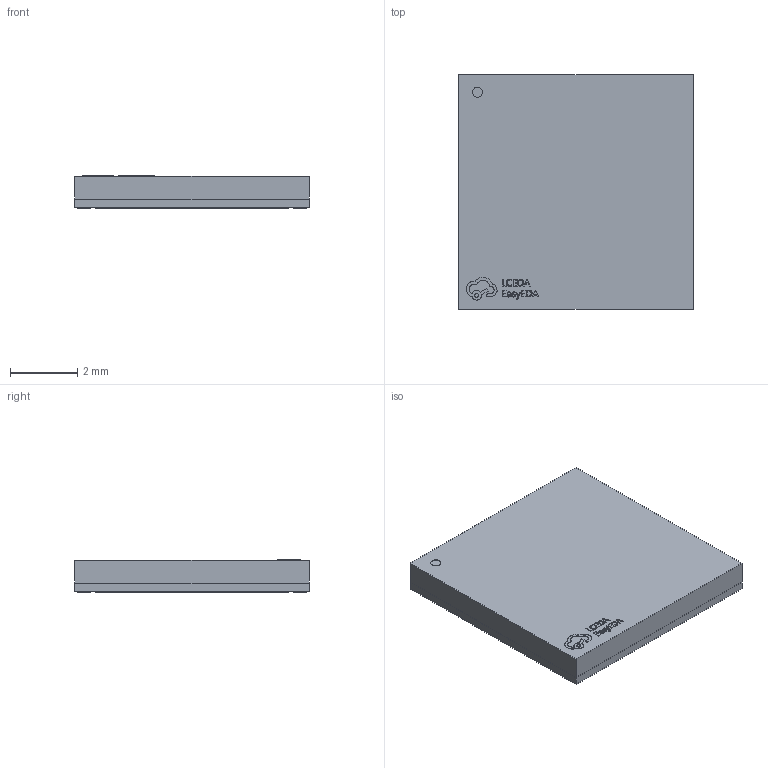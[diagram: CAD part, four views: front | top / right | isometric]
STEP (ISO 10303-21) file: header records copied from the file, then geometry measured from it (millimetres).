
FILE_DESCRIPTION (( 'STEP AP214' ), '1' );
FILE_NAME ('LGA-48_L7.0-W7.0-P0.50-BL-EP5.4.STEP', '2022-10-20T08:31:35', ( 'PC' ), ( 'Microsoft' ), 'SwSTEP 2.0', 'SolidWorks 2020', '' );
FILE_SCHEMA (( 'AUTOMOTIVE_DESIGN' ));
Length unit declared in the file: millimetre
Products named in the file (1): LGA-48_L7.0-W7.0-P0.50-BL-EP5.4
Bounding box: 7 x 7 x 0.96 mm (x, y, z)
Volume: 46.3 mm3; surface area: 223.9 mm2
Topology: 2 solids, 2 shells, 485 faces, 1236 edges, 824 vertices
Faces by surface type: plane 385, bspline 98, cylinder 2
Entity records: 20324 total; most frequent: CARTESIAN_POINT 3852, ORIENTED_EDGE 2472, DIRECTION 1816, EDGE_CURVE 1236, LINE 1032, VECTOR 1032, VERTEX_POINT 824, EDGE_LOOP 554
